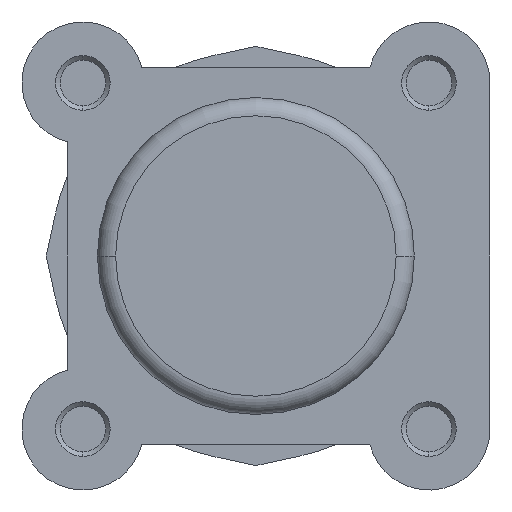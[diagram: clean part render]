
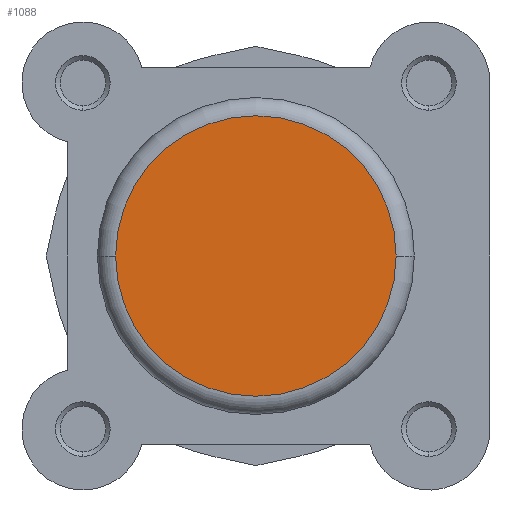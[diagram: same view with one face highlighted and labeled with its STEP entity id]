
A CAD part, left-side view. The second image highlights one B-rep face of the part: STEP entity #1088.
In plain terms, the highlighted planar face has unit normal (-1, 0, 0).
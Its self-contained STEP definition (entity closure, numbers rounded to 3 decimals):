
#315 = VERTEX_POINT ( 'NONE', #612 ) ;
#359 = CARTESIAN_POINT ( 'NONE',  ( 0., 15.4, 0. ) ) ;
#612 = CARTESIAN_POINT ( 'NONE',  ( 0., -15.4, 0. ) ) ;
#868 = VERTEX_POINT ( 'NONE', #359 ) ;
#1088 = ADVANCED_FACE ( 'NONE', ( #3399 ), #3986, .F. ) ;
#1515 = EDGE_LOOP ( 'NONE', ( #2949, #2948 ) ) ;
#1663 = EDGE_CURVE ( 'NONE', #315, #868, #3489, .T. ) ;
#1799 = EDGE_CURVE ( 'NONE', #868, #315, #5461, .T. ) ;
#2270 = AXIS2_PLACEMENT_3D ( 'NONE', #3985, #3988, #3989 ) ;
#2315 = AXIS2_PLACEMENT_3D ( 'NONE', #4155, #4156, #4157 ) ;
#2395 = AXIS2_PLACEMENT_3D ( 'NONE', #4501, #4507, #4508 ) ;
#2948 = ORIENTED_EDGE ( 'NONE', *, *, #1663, .T. ) ;
#2949 = ORIENTED_EDGE ( 'NONE', *, *, #1799, .T. ) ;
#3399 = FACE_OUTER_BOUND ( 'NONE', #1515, .T. ) ;
#3489 = CIRCLE ( 'NONE', #2315, 15.4 ) ;
#3985 = CARTESIAN_POINT ( 'NONE',  ( 0., 0., 0. ) ) ;
#3986 = PLANE ( 'NONE',  #2270 ) ;
#3988 = DIRECTION ( 'NONE',  ( 1., 0., 0. ) ) ;
#3989 = DIRECTION ( 'NONE',  ( 0., 1., 0. ) ) ;
#4155 = CARTESIAN_POINT ( 'NONE',  ( 0., 0., 0. ) ) ;
#4156 = DIRECTION ( 'NONE',  ( -1., 0., 0. ) ) ;
#4157 = DIRECTION ( 'NONE',  ( 0., 1., 0. ) ) ;
#4501 = CARTESIAN_POINT ( 'NONE',  ( 0., 0., 0. ) ) ;
#4507 = DIRECTION ( 'NONE',  ( -1., 0., 0. ) ) ;
#4508 = DIRECTION ( 'NONE',  ( 0., 1., 0. ) ) ;
#5461 = CIRCLE ( 'NONE', #2395, 15.4 ) ;
